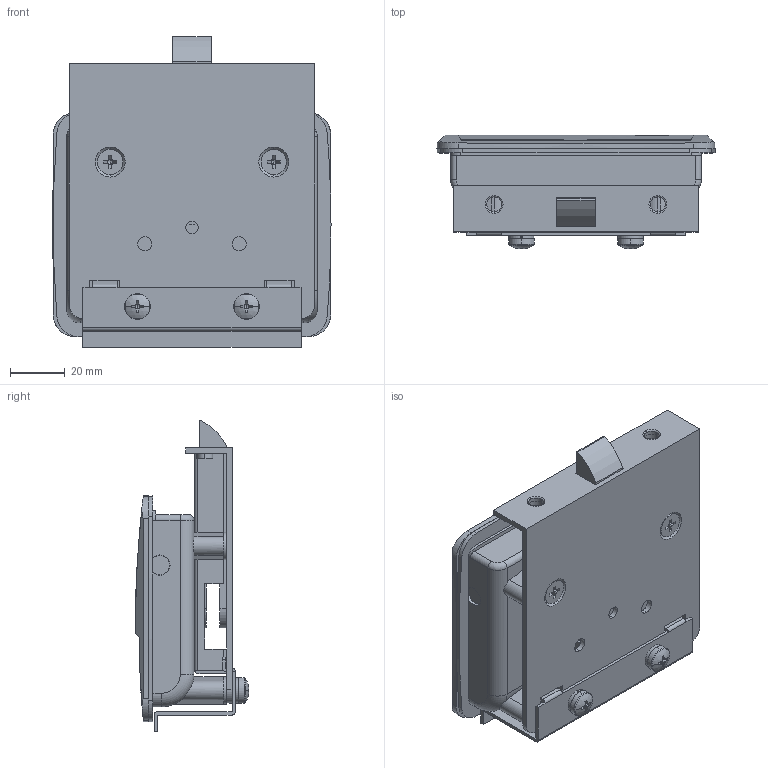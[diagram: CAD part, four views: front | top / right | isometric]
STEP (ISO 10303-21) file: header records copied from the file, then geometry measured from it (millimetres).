
FILE_DESCRIPTION (( 'STEP AP203' ), '1' );
FILE_NAME ('A-151R-1-1_.STEP', '2006-12-18T06:33:04', ( ' ' ), ( ' ' ), 'SwSTEP 2.0', 'SolidWorks 2006104', '' );
FILE_SCHEMA (( 'CONFIG_CONTROL_DESIGN' ));
Length unit declared in the file: millimetre
Products named in the file (13): A-151R-1-1_プレート（ガイド）_ﾃﾞﾌｫﾙﾄ; 廫帤寠晅側傋偹偠M5_M5 x 10; A-151R-1-1_; A-151R-1-1_僾儗乕僩_棉太倌; A-151R-1-1_ハンドル_公_ﾃﾞﾌｫﾙﾄ; A-151R-1-1_杮懱_岞_棉太倌; A-151R-1-1_シャフト_カシメ後; A-151R-1-1_忣窈廆蹬怮椔; A-151R-1-1_儔僢僠_岞_棉太倌; 廫帤寠晅嶮偹偠M5_M5亊10; A-151R-1-1_ローターキャップ_公_ﾃﾞﾌｫﾙﾄ; A-151R-1-1_墴偊斅_棉太倌; スプリングワッシャーM5_JIS B 1251 No.2 5
Assembly tree (17 placements, depth 2):
  A-151R-1-1_
    A-151R-1-1_プレート（ガイド）_ﾃﾞﾌｫﾙﾄ
    A-151R-1-1_杮懱_岞_棉太倌
    廫帤寠晅嶮偹偠M5_M5亊10  x4
    A-151R-1-1_墴偊斅_棉太倌
    廫帤寠晅側傋偹偠M5_M5 x 10  x2
    A-151R-1-1_シャフト_カシメ後
    スプリングワッシャーM5_JIS B 1251 No.2 5  x2
    A-151R-1-1_僾儗乕僩_棉太倌
    A-151R-1-1_ローターキャップ_公_ﾃﾞﾌｫﾙﾄ
    A-151R-1-1_儔僢僠_岞_棉太倌
    A-151R-1-1_忣窈廆蹬怮椔
    A-151R-1-1_ハンドル_公_ﾃﾞﾌｫﾙﾄ
Bounding box: 101.98 x 41.64 x 114 mm (x, y, z)
Volume: 95516.2 mm3; surface area: 89274.7 mm2
Topology: 17 solids, 17 shells, 658 faces, 1677 edges, 1058 vertices
Faces by surface type: plane 324, cylinder 213, cone 76, torus 35, bspline 6, sphere 4
Entity records: 19394 total; most frequent: CARTESIAN_POINT 4930, DIRECTION 2753, ORIENTED_EDGE 2678, EDGE_CURVE 1339, AXIS2_PLACEMENT_3D 1007, VERTEX_POINT 864, VECTOR 739, LINE 739
